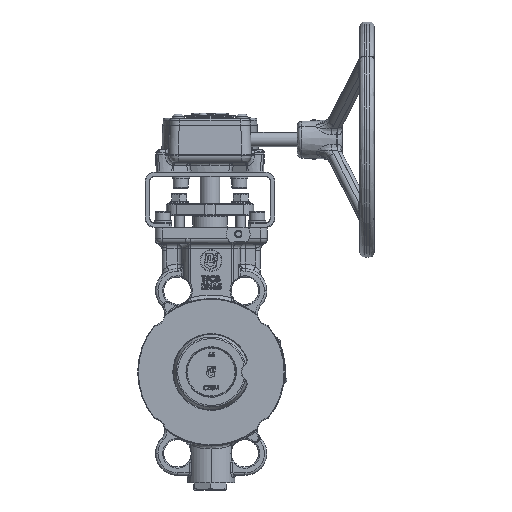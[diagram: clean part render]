
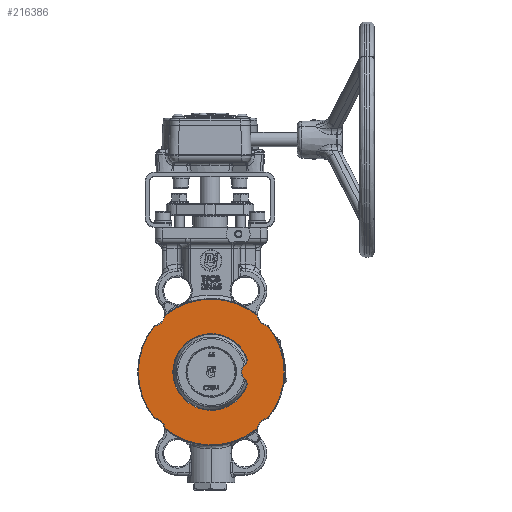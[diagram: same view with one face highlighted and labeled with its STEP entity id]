
A CAD part, front view. The second image highlights one B-rep face of the part: STEP entity #216386.
In plain terms, the highlighted planar face has unit normal (0, -1, 0).
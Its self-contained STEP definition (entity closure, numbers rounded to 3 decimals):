
#216197=CARTESIAN_POINT('',(0.,-26.5,14.294));
#216198=DIRECTION('',(0.,-1.,0.));
#216199=DIRECTION('',(1.,0.,0.));
#216200=AXIS2_PLACEMENT_3D('',#216197,#216198,#216199);
#216201=PLANE('',#216200);
#216202=CARTESIAN_POINT('',(28.365,-26.5,-5.466));
#216203=VERTEX_POINT('',#216202);
#216204=CARTESIAN_POINT('',(29.893,-26.5,-12.754));
#216205=VERTEX_POINT('',#216204);
#216206=CARTESIAN_POINT('',(23.914,-26.5,-10.204));
#216207=DIRECTION('',(-0.,1.,-0.));
#216208=DIRECTION('',(0.,-0.,-1.));
#216209=AXIS2_PLACEMENT_3D('',#216206,#216207,#216208);
#216210=CIRCLE('',#216209,6.5);
#216211=EDGE_CURVE('',#216203,#216205,#216210,.T.);
#216212=ORIENTED_EDGE('',*,*,#216211,.T.);
#216213=CARTESIAN_POINT('',(-0.,-26.5,-32.5));
#216214=VERTEX_POINT('',#216213);
#216215=CARTESIAN_POINT('',(0.,-26.5,0.));
#216216=DIRECTION('',(-0.,1.,-0.));
#216217=DIRECTION('',(0.,-0.,-1.));
#216218=AXIS2_PLACEMENT_3D('',#216215,#216216,#216217);
#216219=CIRCLE('',#216218,32.5);
#216220=EDGE_CURVE('',#216205,#216214,#216219,.T.);
#216221=ORIENTED_EDGE('',*,*,#216220,.T.);
#216222=CARTESIAN_POINT('',(29.893,-26.5,12.754));
#216223=VERTEX_POINT('',#216222);
#216224=CARTESIAN_POINT('',(0.,-26.5,0.));
#216225=DIRECTION('',(-0.,1.,-0.));
#216226=DIRECTION('',(0.,-0.,-1.));
#216227=AXIS2_PLACEMENT_3D('',#216224,#216225,#216226);
#216228=CIRCLE('',#216227,32.5);
#216229=EDGE_CURVE('',#216214,#216223,#216228,.T.);
#216230=ORIENTED_EDGE('',*,*,#216229,.T.);
#216231=CARTESIAN_POINT('',(28.365,-26.5,5.466));
#216232=VERTEX_POINT('',#216231);
#216233=CARTESIAN_POINT('',(23.914,-26.5,10.204));
#216234=DIRECTION('',(-0.,1.,-0.));
#216235=DIRECTION('',(0.,-0.,-1.));
#216236=AXIS2_PLACEMENT_3D('',#216233,#216234,#216235);
#216237=CIRCLE('',#216236,6.5);
#216238=EDGE_CURVE('',#216223,#216232,#216237,.T.);
#216239=ORIENTED_EDGE('',*,*,#216238,.T.);
#216240=CARTESIAN_POINT('',(33.5,-26.5,0.));
#216241=DIRECTION('',(0.,-1.,0.));
#216242=DIRECTION('',(0.,-0.,-1.));
#216243=AXIS2_PLACEMENT_3D('',#216240,#216241,#216242);
#216244=CIRCLE('',#216243,7.5);
#216245=EDGE_CURVE('',#216232,#216203,#216244,.T.);
#216246=ORIENTED_EDGE('',*,*,#216245,.T.);
#216247=EDGE_LOOP('',(#216212,#216221,#216230,#216239,#216246));
#216248=FACE_BOUND('',#216247,.T.);
#216249=CARTESIAN_POINT('',(-48.234,-26.5,-38.556));
#216250=VERTEX_POINT('',#216249);
#216251=CARTESIAN_POINT('',(-47.353,-26.5,-39.091));
#216252=VERTEX_POINT('',#216251);
#216253=CARTESIAN_POINT('',(-47.062,-26.5,-37.62));
#216254=DIRECTION('',(0.,-1.,0.));
#216255=DIRECTION('',(0.,-0.,-1.));
#216256=AXIS2_PLACEMENT_3D('',#216253,#216254,#216255);
#216257=CIRCLE('',#216256,1.5);
#216258=EDGE_CURVE('',#216250,#216252,#216257,.T.);
#216259=ORIENTED_EDGE('',*,*,#216258,.T.);
#216260=CARTESIAN_POINT('',(-39.002,-26.5,-47.874));
#216261=VERTEX_POINT('',#216260);
#216262=CARTESIAN_POINT('',(-49.391,-26.5,-49.391));
#216263=DIRECTION('',(-0.,1.,-0.));
#216264=DIRECTION('',(0.,-0.,-1.));
#216265=AXIS2_PLACEMENT_3D('',#216262,#216263,#216264);
#216266=CIRCLE('',#216265,10.5);
#216267=EDGE_CURVE('',#216252,#216261,#216266,.T.);
#216268=ORIENTED_EDGE('',*,*,#216267,.T.);
#216269=CARTESIAN_POINT('',(38.852,-26.5,-47.996));
#216270=VERTEX_POINT('',#216269);
#216271=CARTESIAN_POINT('',(0.,-26.5,0.));
#216272=DIRECTION('',(0.,-1.,0.));
#216273=DIRECTION('',(0.,-0.,-1.));
#216274=AXIS2_PLACEMENT_3D('',#216271,#216272,#216273);
#216275=CIRCLE('',#216274,61.75);
#216276=EDGE_CURVE('',#216261,#216270,#216275,.T.);
#216277=ORIENTED_EDGE('',*,*,#216276,.T.);
#216278=CARTESIAN_POINT('',(39.03,-26.5,-47.688));
#216279=VERTEX_POINT('',#216278);
#216280=CARTESIAN_POINT('',(38.537,-26.5,-47.607));
#216281=DIRECTION('',(0.,-1.,0.));
#216282=DIRECTION('',(0.,-0.,-1.));
#216283=AXIS2_PLACEMENT_3D('',#216280,#216281,#216282);
#216284=CIRCLE('',#216283,0.5);
#216285=EDGE_CURVE('',#216270,#216279,#216284,.T.);
#216286=ORIENTED_EDGE('',*,*,#216285,.T.);
#216287=CARTESIAN_POINT('',(47.353,-26.5,-39.091));
#216288=VERTEX_POINT('',#216287);
#216289=CARTESIAN_POINT('',(49.391,-26.5,-49.391));
#216290=DIRECTION('',(-0.,1.,-0.));
#216291=DIRECTION('',(0.,-0.,-1.));
#216292=AXIS2_PLACEMENT_3D('',#216289,#216290,#216291);
#216293=CIRCLE('',#216292,10.5);
#216294=EDGE_CURVE('',#216279,#216288,#216293,.T.);
#216295=ORIENTED_EDGE('',*,*,#216294,.T.);
#216296=CARTESIAN_POINT('',(48.234,-26.5,-38.556));
#216297=VERTEX_POINT('',#216296);
#216298=CARTESIAN_POINT('',(47.062,-26.5,-37.62));
#216299=DIRECTION('',(0.,-1.,0.));
#216300=DIRECTION('',(0.,-0.,-1.));
#216301=AXIS2_PLACEMENT_3D('',#216298,#216299,#216300);
#216302=CIRCLE('',#216301,1.5);
#216303=EDGE_CURVE('',#216288,#216297,#216302,.T.);
#216304=ORIENTED_EDGE('',*,*,#216303,.T.);
#216305=CARTESIAN_POINT('',(48.234,-26.5,38.556));
#216306=VERTEX_POINT('',#216305);
#216307=CARTESIAN_POINT('',(0.,-26.5,0.));
#216308=DIRECTION('',(0.,-1.,0.));
#216309=DIRECTION('',(0.,-0.,-1.));
#216310=AXIS2_PLACEMENT_3D('',#216307,#216308,#216309);
#216311=CIRCLE('',#216310,61.75);
#216312=EDGE_CURVE('',#216297,#216306,#216311,.T.);
#216313=ORIENTED_EDGE('',*,*,#216312,.T.);
#216314=CARTESIAN_POINT('',(47.353,-26.5,39.091));
#216315=VERTEX_POINT('',#216314);
#216316=CARTESIAN_POINT('',(47.062,-26.5,37.62));
#216317=DIRECTION('',(0.,-1.,0.));
#216318=DIRECTION('',(0.,-0.,-1.));
#216319=AXIS2_PLACEMENT_3D('',#216316,#216317,#216318);
#216320=CIRCLE('',#216319,1.5);
#216321=EDGE_CURVE('',#216306,#216315,#216320,.T.);
#216322=ORIENTED_EDGE('',*,*,#216321,.T.);
#216323=CARTESIAN_POINT('',(39.002,-26.5,47.874));
#216324=VERTEX_POINT('',#216323);
#216325=CARTESIAN_POINT('',(49.391,-26.5,49.391));
#216326=DIRECTION('',(-0.,1.,-0.));
#216327=DIRECTION('',(0.,-0.,-1.));
#216328=AXIS2_PLACEMENT_3D('',#216325,#216326,#216327);
#216329=CIRCLE('',#216328,10.5);
#216330=EDGE_CURVE('',#216315,#216324,#216329,.T.);
#216331=ORIENTED_EDGE('',*,*,#216330,.T.);
#216332=CARTESIAN_POINT('',(0.,-26.5,61.75));
#216333=VERTEX_POINT('',#216332);
#216334=CARTESIAN_POINT('',(0.,-26.5,0.));
#216335=DIRECTION('',(0.,-1.,0.));
#216336=DIRECTION('',(0.,-0.,-1.));
#216337=AXIS2_PLACEMENT_3D('',#216334,#216335,#216336);
#216338=CIRCLE('',#216337,61.75);
#216339=EDGE_CURVE('',#216324,#216333,#216338,.T.);
#216340=ORIENTED_EDGE('',*,*,#216339,.T.);
#216341=CARTESIAN_POINT('',(-38.852,-26.5,47.996));
#216342=VERTEX_POINT('',#216341);
#216343=CARTESIAN_POINT('',(0.,-26.5,0.));
#216344=DIRECTION('',(0.,-1.,0.));
#216345=DIRECTION('',(0.,-0.,-1.));
#216346=AXIS2_PLACEMENT_3D('',#216343,#216344,#216345);
#216347=CIRCLE('',#216346,61.75);
#216348=EDGE_CURVE('',#216333,#216342,#216347,.T.);
#216349=ORIENTED_EDGE('',*,*,#216348,.T.);
#216350=CARTESIAN_POINT('',(-39.03,-26.5,47.688));
#216351=VERTEX_POINT('',#216350);
#216352=CARTESIAN_POINT('',(-38.537,-26.5,47.607));
#216353=DIRECTION('',(0.,-1.,0.));
#216354=DIRECTION('',(0.,-0.,-1.));
#216355=AXIS2_PLACEMENT_3D('',#216352,#216353,#216354);
#216356=CIRCLE('',#216355,0.5);
#216357=EDGE_CURVE('',#216342,#216351,#216356,.T.);
#216358=ORIENTED_EDGE('',*,*,#216357,.T.);
#216359=CARTESIAN_POINT('',(-47.353,-26.5,39.091));
#216360=VERTEX_POINT('',#216359);
#216361=CARTESIAN_POINT('',(-49.391,-26.5,49.391));
#216362=DIRECTION('',(-0.,1.,-0.));
#216363=DIRECTION('',(0.,-0.,-1.));
#216364=AXIS2_PLACEMENT_3D('',#216361,#216362,#216363);
#216365=CIRCLE('',#216364,10.5);
#216366=EDGE_CURVE('',#216351,#216360,#216365,.T.);
#216367=ORIENTED_EDGE('',*,*,#216366,.T.);
#216368=CARTESIAN_POINT('',(-48.234,-26.5,38.556));
#216369=VERTEX_POINT('',#216368);
#216370=CARTESIAN_POINT('',(-47.062,-26.5,37.62));
#216371=DIRECTION('',(0.,-1.,0.));
#216372=DIRECTION('',(0.,-0.,-1.));
#216373=AXIS2_PLACEMENT_3D('',#216370,#216371,#216372);
#216374=CIRCLE('',#216373,1.5);
#216375=EDGE_CURVE('',#216360,#216369,#216374,.T.);
#216376=ORIENTED_EDGE('',*,*,#216375,.T.);
#216377=CARTESIAN_POINT('',(0.,-26.5,0.));
#216378=DIRECTION('',(0.,-1.,0.));
#216379=DIRECTION('',(0.,-0.,-1.));
#216380=AXIS2_PLACEMENT_3D('',#216377,#216378,#216379);
#216381=CIRCLE('',#216380,61.75);
#216382=EDGE_CURVE('',#216369,#216250,#216381,.T.);
#216383=ORIENTED_EDGE('',*,*,#216382,.T.);
#216384=EDGE_LOOP('',(#216259,#216268,#216277,#216286,#216295,#216304,#216313,#216322,#216331,#216340,#216349,#216358,#216367,#216376,#216383));
#216385=FACE_BOUND('',#216384,.T.);
#216386=ADVANCED_FACE('NONE',(#216248,#216385),#216201,.T.);
